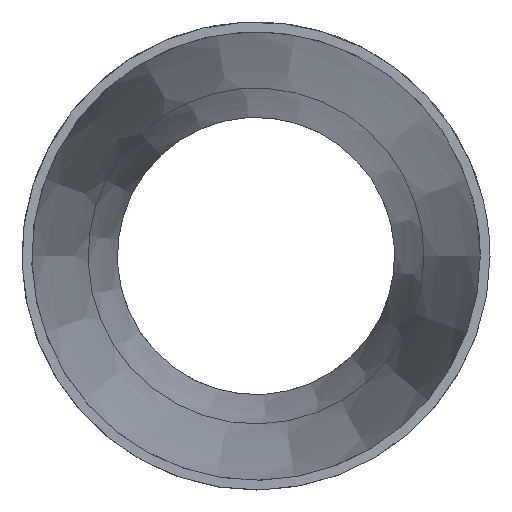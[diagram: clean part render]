
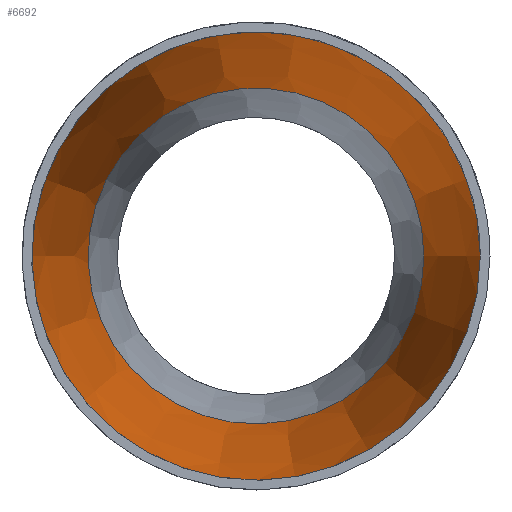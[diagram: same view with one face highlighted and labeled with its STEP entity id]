
A CAD part, left-side view. The second image highlights one B-rep face of the part: STEP entity #6692.
In plain terms, the highlighted conical face has half-angle 6.871 degrees and reference radius 42.57 mm.
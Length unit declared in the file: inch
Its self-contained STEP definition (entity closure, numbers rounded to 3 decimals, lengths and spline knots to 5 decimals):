
#98=FACE_BOUND('',#1203,.T.);
#793=FACE_OUTER_BOUND('',#1202,.T.);
#1202=EDGE_LOOP('',(#6259));
#1203=EDGE_LOOP('',(#6260));
#2261=CIRCLE('',#7046,1.917);
#2263=CIRCLE('',#7051,1.435);
#3284=VERTEX_POINT('',#14774);
#3286=VERTEX_POINT('',#14781);
#4277=EDGE_CURVE('',#3284,#3284,#2261,.T.);
#4279=EDGE_CURVE('',#3286,#3286,#2263,.T.);
#6259=ORIENTED_EDGE('',*,*,#4277,.F.);
#6260=ORIENTED_EDGE('',*,*,#4279,.T.);
#6299=CONICAL_SURFACE('',#7052,1.676,6.871);
#6692=ADVANCED_FACE('',(#793,#98),#6299,.F.);
#7046=AXIS2_PLACEMENT_3D('',#14775,#8216,#8217);
#7051=AXIS2_PLACEMENT_3D('',#14782,#8226,#8227);
#7052=AXIS2_PLACEMENT_3D('',#14783,#8228,#8229);
#8216=DIRECTION('center_axis',(1.,0.,0.));
#8217=DIRECTION('ref_axis',(0.,-1.,0.));
#8226=DIRECTION('center_axis',(1.,0.,0.));
#8227=DIRECTION('ref_axis',(0.,-1.,0.));
#8228=DIRECTION('center_axis',(-1.,0.,0.));
#8229=DIRECTION('ref_axis',(0.,-1.,0.));
#14774=CARTESIAN_POINT('',(0.,-1.917,0.));
#14775=CARTESIAN_POINT('Origin',(0.,0.,0.));
#14781=CARTESIAN_POINT('',(4.,-1.435,0.));
#14782=CARTESIAN_POINT('Origin',(4.,0.,0.));
#14783=CARTESIAN_POINT('Origin',(2.,0.,0.));
